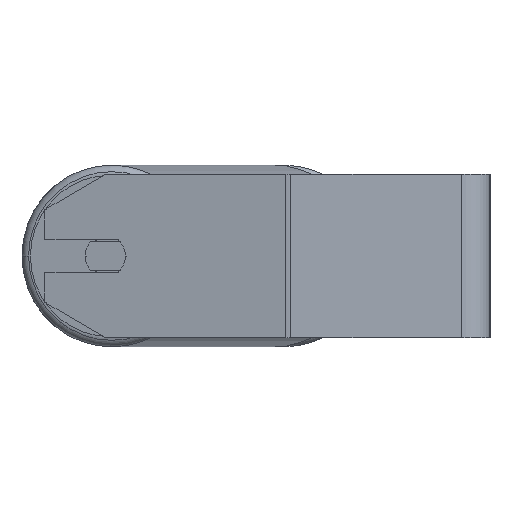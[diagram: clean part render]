
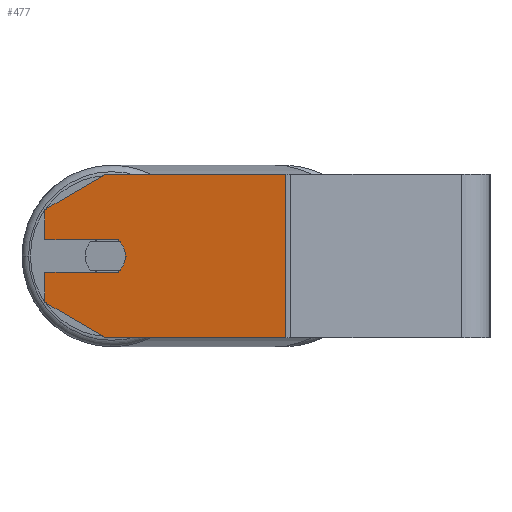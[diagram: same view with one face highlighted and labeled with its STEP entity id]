
A CAD part, left-side view. The second image highlights one B-rep face of the part: STEP entity #477.
In plain terms, the highlighted planar face has unit normal (-0.985, 0.174, 0).
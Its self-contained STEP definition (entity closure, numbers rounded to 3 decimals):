
#262 = CARTESIAN_POINT ( 'NONE',  ( -733.995, 217.882, 40. ) ) ;
#453 = VERTEX_POINT ( 'NONE', #732 ) ;
#477 = ADVANCED_FACE ( 'NONE', ( #6968 ), #773, .F. ) ;
#579 = VECTOR ( 'NONE', #5865, 1000. ) ;
#634 = CARTESIAN_POINT ( 'NONE',  ( -740.247, 182.429, 8. ) ) ;
#667 = CARTESIAN_POINT ( 'NONE',  ( -754.787, 99.965, 40. ) ) ;
#686 = ORIENTED_EDGE ( 'NONE', *, *, #5688, .T. ) ;
#693 = EDGE_CURVE ( 'NONE', #1389, #4847, #3232, .T. ) ;
#732 = CARTESIAN_POINT ( 'NONE',  ( -739.205, 188.338, 40. ) ) ;
#761 = CARTESIAN_POINT ( 'NONE',  ( -733.995, 217.882, 22.679 ) ) ;
#773 = PLANE ( 'NONE',  #3791 ) ;
#1078 = CIRCLE ( 'NONE', #4319, 10. ) ;
#1251 = LINE ( 'NONE', #634, #4877 ) ;
#1293 = VECTOR ( 'NONE', #3421, 1000. ) ;
#1356 = EDGE_LOOP ( 'NONE', ( #1898, #8738, #5831, #1547, #3731, #6180, #2385, #5477, #686, #8498, #1957 ) ) ;
#1379 = LINE ( 'NONE', #761, #1797 ) ;
#1389 = VERTEX_POINT ( 'NONE', #2985 ) ;
#1423 = CARTESIAN_POINT ( 'NONE',  ( -733.995, 217.882, -8. ) ) ;
#1454 = EDGE_CURVE ( 'NONE', #8391, #3249, #1251, .T. ) ;
#1500 = EDGE_CURVE ( 'NONE', #5934, #3824, #1078, .T. ) ;
#1522 = DIRECTION ( 'NONE',  ( 0.985, -0.174, 0. ) ) ;
#1547 = ORIENTED_EDGE ( 'NONE', *, *, #4591, .T. ) ;
#1559 = DIRECTION ( 'NONE',  ( -0.174, -0.985, 0. ) ) ;
#1605 = CARTESIAN_POINT ( 'NONE',  ( -733.995, 217.882, 40. ) ) ;
#1791 = CARTESIAN_POINT ( 'NONE',  ( -733.995, 217.882, -22.679 ) ) ;
#1797 = VECTOR ( 'NONE', #8762, 1000. ) ;
#1898 = ORIENTED_EDGE ( 'NONE', *, *, #1500, .F. ) ;
#1957 = ORIENTED_EDGE ( 'NONE', *, *, #6199, .F. ) ;
#2038 = EDGE_CURVE ( 'NONE', #453, #7117, #1379, .T. ) ;
#2220 = LINE ( 'NONE', #4895, #3130 ) ;
#2385 = ORIENTED_EDGE ( 'NONE', *, *, #7878, .F. ) ;
#2466 = CARTESIAN_POINT ( 'NONE',  ( -740.941, 178.489, 0. ) ) ;
#2517 = LINE ( 'NONE', #5198, #5762 ) ;
#2633 = DIRECTION ( 'NONE',  ( -0.174, -0.985, 0. ) ) ;
#2705 = CARTESIAN_POINT ( 'NONE',  ( -733.995, 217.882, 22.679 ) ) ;
#2985 = CARTESIAN_POINT ( 'NONE',  ( -739.205, 188.338, -40. ) ) ;
#3102 = CARTESIAN_POINT ( 'NONE',  ( -733.995, 217.882, 40. ) ) ;
#3130 = VECTOR ( 'NONE', #1559, 1000. ) ;
#3187 = CARTESIAN_POINT ( 'NONE',  ( -740.247, 182.429, -8. ) ) ;
#3232 = LINE ( 'NONE', #8672, #6178 ) ;
#3249 = VERTEX_POINT ( 'NONE', #5510 ) ;
#3421 = DIRECTION ( 'NONE',  ( 0., 0., -1. ) ) ;
#3677 = LINE ( 'NONE', #3102, #8476 ) ;
#3731 = ORIENTED_EDGE ( 'NONE', *, *, #693, .T. ) ;
#3791 = AXIS2_PLACEMENT_3D ( 'NONE', #1605, #1522, #6181 ) ;
#3824 = VERTEX_POINT ( 'NONE', #2466 ) ;
#3900 = CARTESIAN_POINT ( 'NONE',  ( -739.205, 188.338, 0. ) ) ;
#4109 = VERTEX_POINT ( 'NONE', #667 ) ;
#4165 = CARTESIAN_POINT ( 'NONE',  ( -754.787, 99.965, 40. ) ) ;
#4189 = VERTEX_POINT ( 'NONE', #1791 ) ;
#4319 = AXIS2_PLACEMENT_3D ( 'NONE', #3900, #5259, #6578 ) ;
#4552 = DIRECTION ( 'NONE',  ( -0.15, -0.853, -0.5 ) ) ;
#4591 = EDGE_CURVE ( 'NONE', #4189, #1389, #2517, .T. ) ;
#4847 = VERTEX_POINT ( 'NONE', #7739 ) ;
#4877 = VECTOR ( 'NONE', #8582, 1000. ) ;
#4895 = CARTESIAN_POINT ( 'NONE',  ( -733.995, 217.882, 40. ) ) ;
#5016 = LINE ( 'NONE', #262, #5931 ) ;
#5198 = CARTESIAN_POINT ( 'NONE',  ( -739.205, 188.338, -40. ) ) ;
#5254 = LINE ( 'NONE', #3187, #579 ) ;
#5259 = DIRECTION ( 'NONE',  ( -0.985, 0.174, 0. ) ) ;
#5291 = EDGE_CURVE ( 'NONE', #8698, #4189, #3677, .T. ) ;
#5438 = EDGE_CURVE ( 'NONE', #8698, #5934, #5254, .T. ) ;
#5477 = ORIENTED_EDGE ( 'NONE', *, *, #2038, .T. ) ;
#5510 = CARTESIAN_POINT ( 'NONE',  ( -733.995, 217.882, 8. ) ) ;
#5688 = EDGE_CURVE ( 'NONE', #7117, #3249, #5016, .T. ) ;
#5762 = VECTOR ( 'NONE', #4552, 1000. ) ;
#5786 = DIRECTION ( 'NONE',  ( 0., 0., -1. ) ) ;
#5831 = ORIENTED_EDGE ( 'NONE', *, *, #5291, .T. ) ;
#5865 = DIRECTION ( 'NONE',  ( -0.174, -0.985, 0. ) ) ;
#5931 = VECTOR ( 'NONE', #7632, 1000. ) ;
#5934 = VERTEX_POINT ( 'NONE', #6821 ) ;
#6178 = VECTOR ( 'NONE', #7322, 1000. ) ;
#6180 = ORIENTED_EDGE ( 'NONE', *, *, #7853, .F. ) ;
#6181 = DIRECTION ( 'NONE',  ( 0.174, 0.985, 0. ) ) ;
#6199 = EDGE_CURVE ( 'NONE', #3824, #8391, #6912, .T. ) ;
#6487 = AXIS2_PLACEMENT_3D ( 'NONE', #6679, #8730, #2633 ) ;
#6578 = DIRECTION ( 'NONE',  ( -0.174, -0.985, 0. ) ) ;
#6679 = CARTESIAN_POINT ( 'NONE',  ( -739.205, 188.338, 0. ) ) ;
#6821 = CARTESIAN_POINT ( 'NONE',  ( -740.247, 182.429, -8. ) ) ;
#6912 = CIRCLE ( 'NONE', #6487, 10. ) ;
#6968 = FACE_OUTER_BOUND ( 'NONE', #1356, .T. ) ;
#7117 = VERTEX_POINT ( 'NONE', #2705 ) ;
#7322 = DIRECTION ( 'NONE',  ( -0.174, -0.985, 0. ) ) ;
#7390 = CARTESIAN_POINT ( 'NONE',  ( -740.247, 182.429, 8. ) ) ;
#7543 = LINE ( 'NONE', #4165, #1293 ) ;
#7632 = DIRECTION ( 'NONE',  ( 0., 0., -1. ) ) ;
#7739 = CARTESIAN_POINT ( 'NONE',  ( -754.787, 99.965, -40. ) ) ;
#7853 = EDGE_CURVE ( 'NONE', #4109, #4847, #7543, .T. ) ;
#7878 = EDGE_CURVE ( 'NONE', #453, #4109, #2220, .T. ) ;
#8391 = VERTEX_POINT ( 'NONE', #7390 ) ;
#8476 = VECTOR ( 'NONE', #5786, 1000. ) ;
#8498 = ORIENTED_EDGE ( 'NONE', *, *, #1454, .F. ) ;
#8582 = DIRECTION ( 'NONE',  ( 0.174, 0.985, 0. ) ) ;
#8672 = CARTESIAN_POINT ( 'NONE',  ( -733.995, 217.882, -40. ) ) ;
#8698 = VERTEX_POINT ( 'NONE', #1423 ) ;
#8730 = DIRECTION ( 'NONE',  ( -0.985, 0.174, 0. ) ) ;
#8738 = ORIENTED_EDGE ( 'NONE', *, *, #5438, .F. ) ;
#8762 = DIRECTION ( 'NONE',  ( 0.15, 0.853, -0.5 ) ) ;
